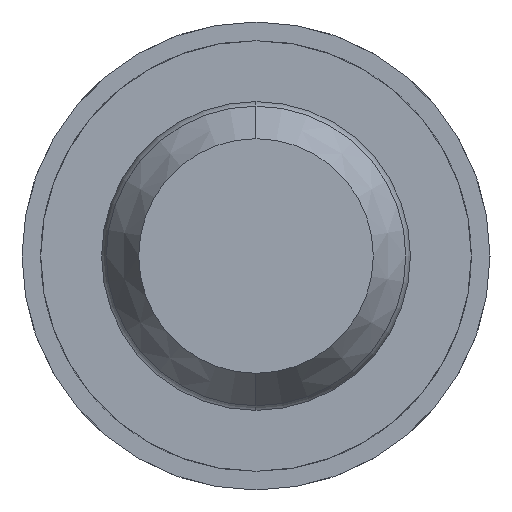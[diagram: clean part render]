
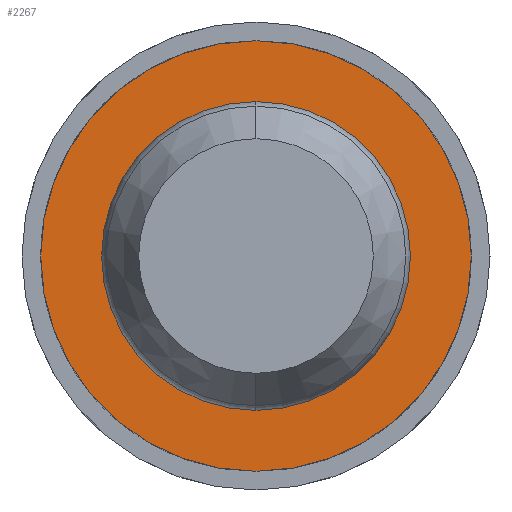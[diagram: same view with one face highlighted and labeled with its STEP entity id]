
A CAD part, front view. The second image highlights one B-rep face of the part: STEP entity #2267.
In plain terms, the highlighted planar face has unit normal (0, -1, 0).
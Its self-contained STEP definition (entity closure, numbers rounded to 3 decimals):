
#126 = VERTEX_POINT ( 'NONE', #2399 ) ;
#287 = EDGE_LOOP ( 'NONE', ( #1308, #794 ) ) ;
#389 = AXIS2_PLACEMENT_3D ( 'NONE', #1749, #982, #600 ) ;
#600 = DIRECTION ( 'NONE',  ( 0., 0., 1. ) ) ;
#615 = EDGE_CURVE ( 'Defeature ausgef�hrt3_55+Defeature ausgef�hrt3_56+Defeature ausgef�hrt3_56+Defeature ausgef�hrt3_56', #3717, #126, #3777, .T. ) ;
#646 = AXIS2_PLACEMENT_3D ( 'NONE', #3443, #3833, #1531 ) ;
#675 = CARTESIAN_POINT ( 'NONE',  ( 0., -10.5, 1.15 ) ) ;
#705 = CARTESIAN_POINT ( 'NONE',  ( 0., -10.5, 0. ) ) ;
#794 = ORIENTED_EDGE ( 'NONE', *, *, #3162, .F. ) ;
#892 = VERTEX_POINT ( 'NONE', #3297 ) ;
#982 = DIRECTION ( 'NONE',  ( 0., 1., 0. ) ) ;
#1213 = CIRCLE ( 'NONE', #389, 0.825 ) ;
#1308 = ORIENTED_EDGE ( 'NONE', *, *, #2928, .F. ) ;
#1507 = CARTESIAN_POINT ( 'NONE',  ( 0., -10.5, -0.825 ) ) ;
#1531 = DIRECTION ( 'NONE',  ( 0., 0., 1. ) ) ;
#1602 = CARTESIAN_POINT ( 'NONE',  ( 0., -10.5, 0. ) ) ;
#1724 = AXIS2_PLACEMENT_3D ( 'NONE', #1602, #4219, #4239 ) ;
#1749 = CARTESIAN_POINT ( 'NONE',  ( 0., -10.5, 0. ) ) ;
#1941 = FACE_BOUND ( 'NONE', #4393, .T. ) ;
#2267 = ADVANCED_FACE ( 'Defeature ausgef�hrt3_55', ( #3944, #1941 ), #4411, .F. ) ;
#2399 = CARTESIAN_POINT ( 'NONE',  ( 0., -10.5, 0.825 ) ) ;
#2496 = ORIENTED_EDGE ( 'NONE', *, *, #4074, .T. ) ;
#2593 = CIRCLE ( 'NONE', #1724, 1.15 ) ;
#2704 = AXIS2_PLACEMENT_3D ( 'NONE', #705, #2907, #2937 ) ;
#2887 = CARTESIAN_POINT ( 'NONE',  ( 1.15, -10.5, 0. ) ) ;
#2907 = DIRECTION ( 'NONE',  ( 0., 1., 0. ) ) ;
#2928 = EDGE_CURVE ( 'Defeature ausgef�hrt3_54+Defeature ausgef�hrt3_55+Defeature ausgef�hrt3_55+Defeature ausgef�hrt3_55', #3081, #892, #2593, .T. ) ;
#2937 = DIRECTION ( 'NONE',  ( 0., 0., 1. ) ) ;
#2945 = DIRECTION ( 'NONE',  ( 0., 0., 1. ) ) ;
#3081 = VERTEX_POINT ( 'NONE', #675 ) ;
#3162 = EDGE_CURVE ( 'Defeature ausgef�hrt3_54+Defeature ausgef�hrt3_55+Defeature ausgef�hrt3_55+Defeature ausgef�hrt3_55', #892, #3081, #4471, .T. ) ;
#3297 = CARTESIAN_POINT ( 'NONE',  ( 0., -10.5, -1.15 ) ) ;
#3375 = ORIENTED_EDGE ( 'NONE', *, *, #615, .T. ) ;
#3443 = CARTESIAN_POINT ( 'NONE',  ( 0., -10.5, 0. ) ) ;
#3613 = AXIS2_PLACEMENT_3D ( 'NONE', #2887, #4041, #2945 ) ;
#3717 = VERTEX_POINT ( 'NONE', #1507 ) ;
#3777 = CIRCLE ( 'NONE', #646, 0.825 ) ;
#3833 = DIRECTION ( 'NONE',  ( 0., 1., 0. ) ) ;
#3944 = FACE_OUTER_BOUND ( 'NONE', #287, .T. ) ;
#4041 = DIRECTION ( 'NONE',  ( 0., 1., 0. ) ) ;
#4074 = EDGE_CURVE ( 'Defeature ausgef�hrt3_55+Defeature ausgef�hrt3_56+Defeature ausgef�hrt3_56+Defeature ausgef�hrt3_56', #126, #3717, #1213, .T. ) ;
#4219 = DIRECTION ( 'NONE',  ( 0., 1., 0. ) ) ;
#4239 = DIRECTION ( 'NONE',  ( 0., 0., 1. ) ) ;
#4393 = EDGE_LOOP ( 'NONE', ( #2496, #3375 ) ) ;
#4411 = PLANE ( 'NONE',  #3613 ) ;
#4471 = CIRCLE ( 'NONE', #2704, 1.15 ) ;
